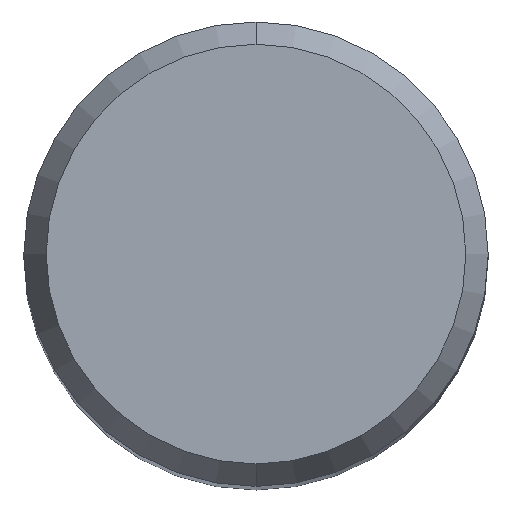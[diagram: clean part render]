
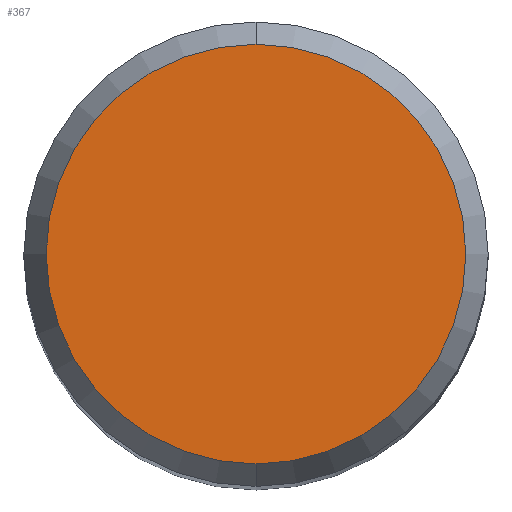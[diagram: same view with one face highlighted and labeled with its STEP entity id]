
A CAD part, top view. The second image highlights one B-rep face of the part: STEP entity #367.
In plain terms, the highlighted planar face has unit normal (0, 0, 1).
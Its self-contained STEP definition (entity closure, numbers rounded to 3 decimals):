
#233=VERTEX_POINT('',#529);
#361=EDGE_CURVE('',#233,#369,#668,.T.);
#367=ADVANCED_FACE('',(#675),#676,.T.);
#369=VERTEX_POINT('',#678);
#405=EDGE_CURVE('',#369,#233,#718,.T.);
#529=CARTESIAN_POINT('',(0.0,5.423,53.355));
#668=CIRCLE('',#1217,5.423);
#675=FACE_OUTER_BOUND('',#1226,.T.);
#676=PLANE('',#1227);
#678=CARTESIAN_POINT('',(0.,-5.423,53.355));
#718=CIRCLE('',#1334,5.423);
#1217=AXIS2_PLACEMENT_3D('',#1629,#1630,#1631);
#1226=EDGE_LOOP('',(#1642,#1643));
#1227=AXIS2_PLACEMENT_3D('',#1644,#1645,#1646);
#1334=AXIS2_PLACEMENT_3D('',#1685,#1686,#1687);
#1629=CARTESIAN_POINT('',(0.0,0.0,53.355));
#1630=DIRECTION('',(0.0,0.0,-1.0));
#1631=DIRECTION('',(0.0,1.0,0.0));
#1642=ORIENTED_EDGE('',*,*,#361,.F.);
#1643=ORIENTED_EDGE('',*,*,#405,.F.);
#1644=CARTESIAN_POINT('',(0.0,2.711,53.355));
#1645=DIRECTION('',(-0.0,0.0,1.0));
#1646=DIRECTION('',(0.0,-1.0,0.0));
#1685=CARTESIAN_POINT('',(0.0,0.0,53.355));
#1686=DIRECTION('',(0.0,0.0,-1.0));
#1687=DIRECTION('',(0.0,1.0,0.0));
